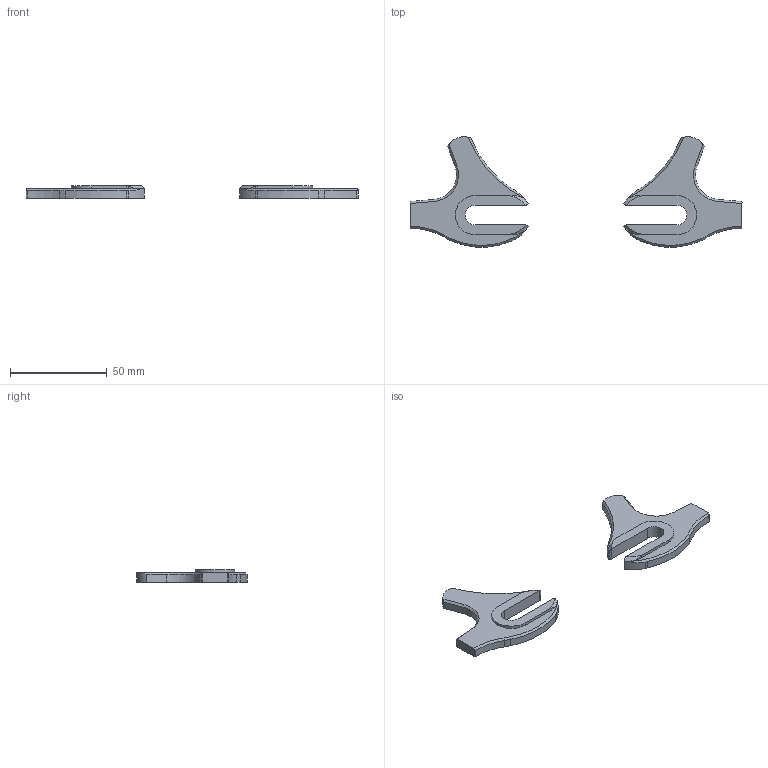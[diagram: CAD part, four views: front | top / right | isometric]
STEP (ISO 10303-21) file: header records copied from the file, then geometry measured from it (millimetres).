
FILE_DESCRIPTION (( 'STEP AP214' ), '1' );
FILE_NAME ('DR0013LR.STEP', '2012-07-31T16:36:45', ( '' ), ( '' ), 'SwSTEP 2.0', 'SolidWorks 2012', '' );
FILE_SCHEMA (( 'AUTOMOTIVE_DESIGN' ));
Length unit declared in the file: millimetre
Products named in the file (3): DR0013R; DR0013LR; DR0013L
Assembly tree (2 placements, depth 2):
  DR0013LR
    DR0013R
    DR0013L
Bounding box: 171.67 x 57.13 x 6.5 mm (x, y, z)
Volume: 16995.6 mm3; surface area: 9265.7 mm2
Topology: 2 solids, 2 shells, 80 faces, 220 edges, 144 vertices
Faces by surface type: cylinder 38, plane 28, cone 14
Entity records: 2760 total; most frequent: CARTESIAN_POINT 617, ORIENTED_EDGE 440, DIRECTION 434, EDGE_CURVE 220, AXIS2_PLACEMENT_3D 165, VERTEX_POINT 144, LINE 104, VECTOR 104
